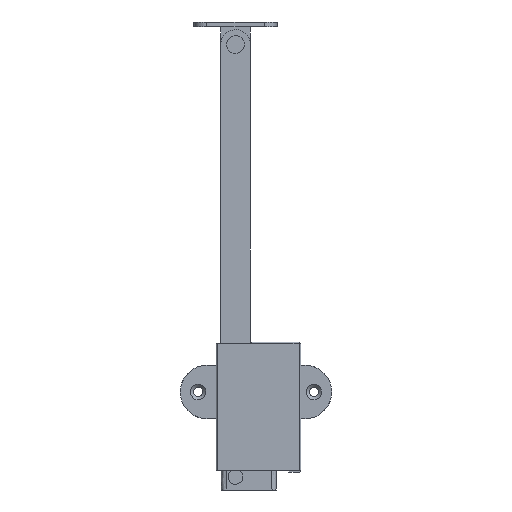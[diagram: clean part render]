
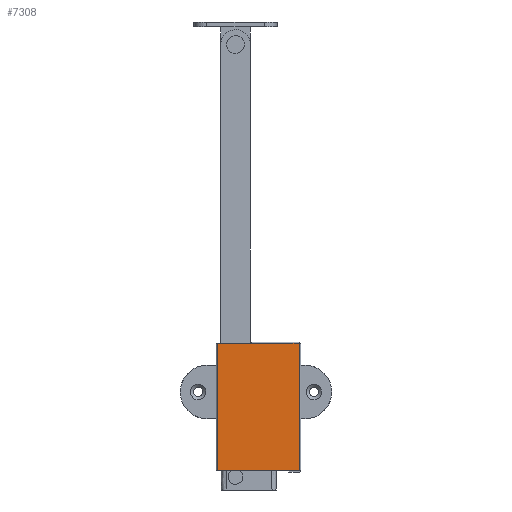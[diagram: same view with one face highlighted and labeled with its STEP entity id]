
A CAD part, left-side view. The second image highlights one B-rep face of the part: STEP entity #7308.
In plain terms, the highlighted free-form (B-spline) face has degree [1, 1] with [2, 2] control points.
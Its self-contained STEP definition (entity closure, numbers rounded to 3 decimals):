
#6382=CARTESIAN_POINT('',(-2.4,-5.4,-173.6));
#6383=VERTEX_POINT('',#6382);
#6469=CARTESIAN_POINT('',(-2.4,-21.4,-173.6));
#6470=VERTEX_POINT('',#6469);
#6627=CARTESIAN_POINT('',(-2.4,-21.4,-173.6));
#6628=CARTESIAN_POINT('',(-2.4,-5.4,-173.6));
#6629=QUASI_UNIFORM_CURVE('',1,(#6627,#6628),.UNSPECIFIED.,.F.,.U.);
#6630=EDGE_CURVE('',#6470,#6383,#6629,.T.);
#6938=CARTESIAN_POINT('',(-2.4,-21.55,-216.6));
#6939=VERTEX_POINT('',#6938);
#6953=CARTESIAN_POINT('',(-2.4,6.15,-216.6));
#6954=VERTEX_POINT('',#6953);
#6955=CARTESIAN_POINT('',(-2.4,6.15,-216.6));
#6956=CARTESIAN_POINT('',(-2.4,-21.55,-216.6));
#6957=QUASI_UNIFORM_CURVE('',1,(#6955,#6956),.UNSPECIFIED.,.F.,.U.);
#6958=EDGE_CURVE('',#6954,#6939,#6957,.T.);
#7256=CARTESIAN_POINT('',(-2.4,6.15,-173.6));
#7257=VERTEX_POINT('',#7256);
#7273=CARTESIAN_POINT('',(-2.4,6.15,-216.6));
#7274=CARTESIAN_POINT('',(-2.4,6.15,-173.6));
#7275=QUASI_UNIFORM_CURVE('',1,(#7273,#7274),.UNSPECIFIED.,.F.,.U.);
#7276=EDGE_CURVE('',#6954,#7257,#7275,.T.);
#7281=CARTESIAN_POINT('',(-2.4,-22.934,-218.748));
#7282=CARTESIAN_POINT('',(-2.4,-22.934,-171.452));
#7283=CARTESIAN_POINT('',(-2.4,7.534,-218.748));
#7284=CARTESIAN_POINT('',(-2.4,7.534,-171.452));
#7285=B_SPLINE_SURFACE_WITH_KNOTS('',1,1,((#7281,#7283),(#7282,#7284)),.UNSPECIFIED.,.F.,.F.,.U.,(2,2),(2,2),(0.0,47.296),(0.0,30.467),.UNSPECIFIED.);
#7286=CARTESIAN_POINT('',(-2.4,6.15,-173.6));
#7287=CARTESIAN_POINT('',(-2.4,-5.4,-173.6));
#7288=QUASI_UNIFORM_CURVE('',1,(#7286,#7287),.UNSPECIFIED.,.F.,.U.);
#7289=EDGE_CURVE('',#7257,#6383,#7288,.T.);
#7290=ORIENTED_EDGE('',*,*,#7289,.F.);
#7291=ORIENTED_EDGE('',*,*,#7276,.F.);
#7292=ORIENTED_EDGE('',*,*,#6958,.T.);
#7293=CARTESIAN_POINT('',(-2.4,-21.55,-173.6));
#7294=VERTEX_POINT('',#7293);
#7295=CARTESIAN_POINT('',(-2.4,-21.55,-216.6));
#7296=CARTESIAN_POINT('',(-2.4,-21.55,-173.6));
#7297=QUASI_UNIFORM_CURVE('',1,(#7295,#7296),.UNSPECIFIED.,.F.,.U.);
#7298=EDGE_CURVE('',#6939,#7294,#7297,.T.);
#7299=ORIENTED_EDGE('',*,*,#7298,.T.);
#7300=CARTESIAN_POINT('',(-2.4,-21.4,-173.6));
#7301=CARTESIAN_POINT('',(-2.4,-21.55,-173.6));
#7302=QUASI_UNIFORM_CURVE('',1,(#7300,#7301),.UNSPECIFIED.,.F.,.U.);
#7303=EDGE_CURVE('',#6470,#7294,#7302,.T.);
#7304=ORIENTED_EDGE('',*,*,#7303,.F.);
#7305=ORIENTED_EDGE('',*,*,#6630,.T.);
#7306=EDGE_LOOP('',(#7290,#7291,#7292,#7299,#7304,#7305));
#7307=FACE_OUTER_BOUND('',#7306,.T.);
#7308=ADVANCED_FACE('',(#7307),#7285,.T.);
